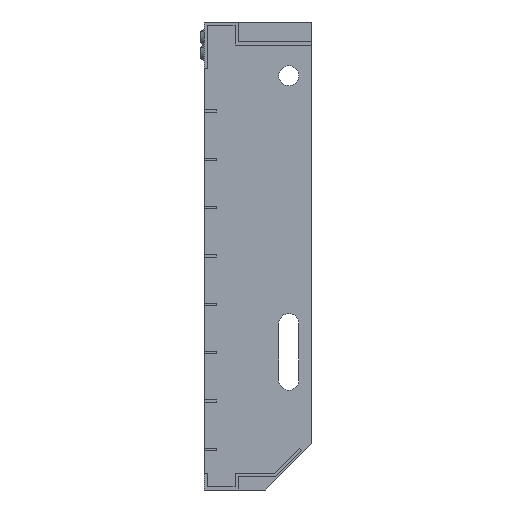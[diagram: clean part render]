
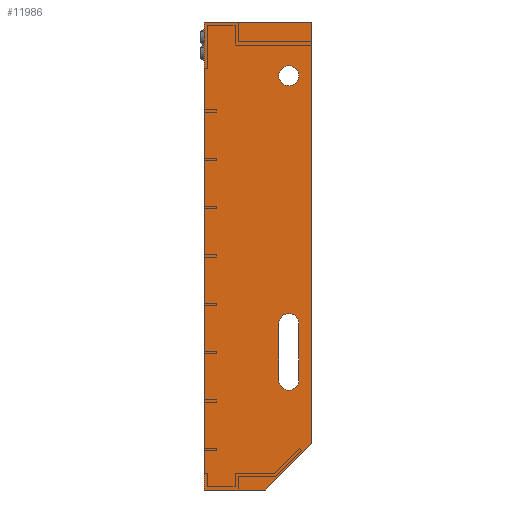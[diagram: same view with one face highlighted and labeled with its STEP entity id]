
A CAD part, left-side view. The second image highlights one B-rep face of the part: STEP entity #11986.
In plain terms, the highlighted planar face has unit normal (-1, 0, 0).
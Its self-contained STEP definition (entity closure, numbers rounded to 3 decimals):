
#145 = VERTEX_POINT ( 'NONE', #9300 ) ;
#151 = EDGE_CURVE ( 'NONE', #22608, #17323, #15297, .T. ) ;
#295 = VERTEX_POINT ( 'NONE', #18379 ) ;
#636 = DIRECTION ( 'NONE',  ( 0., 1., 0. ) ) ;
#798 = FACE_BOUND ( 'NONE', #11834, .T. ) ;
#1038 = CARTESIAN_POINT ( 'NONE',  ( -700., 15., -233.5 ) ) ;
#1127 = VERTEX_POINT ( 'NONE', #9268 ) ;
#1315 = CARTESIAN_POINT ( 'NONE',  ( -700., 0., -275. ) ) ;
#1365 = CARTESIAN_POINT ( 'NONE',  ( -700., 8.5, -196.5 ) ) ;
#1641 = DIRECTION ( 'NONE',  ( 0., 0., -1. ) ) ;
#2431 = LINE ( 'NONE', #10528, #39275 ) ;
#2547 = CARTESIAN_POINT ( 'NONE',  ( -700., 70., 0. ) ) ;
#2624 = VERTEX_POINT ( 'NONE', #3329 ) ;
#2916 = CARTESIAN_POINT ( 'NONE',  ( -700., 8.5, -233.5 ) ) ;
#3329 = CARTESIAN_POINT ( 'NONE',  ( -700., 15., -41.5 ) ) ;
#3617 = AXIS2_PLACEMENT_3D ( 'NONE', #16598, #22526, #39141 ) ;
#3983 = EDGE_CURVE ( 'NONE', #2624, #21130, #37217, .T. ) ;
#4105 = ORIENTED_EDGE ( 'NONE', *, *, #151, .T. ) ;
#4265 = DIRECTION ( 'NONE',  ( 0., 0., 1. ) ) ;
#5255 = PLANE ( 'NONE',  #28205 ) ;
#5267 = ORIENTED_EDGE ( 'NONE', *, *, #38151, .F. ) ;
#5340 = FACE_BOUND ( 'NONE', #9582, .T. ) ;
#6803 = ORIENTED_EDGE ( 'NONE', *, *, #36791, .F. ) ;
#7385 = CARTESIAN_POINT ( 'NONE',  ( -700., 21.5, -233.5 ) ) ;
#7802 = ORIENTED_EDGE ( 'NONE', *, *, #37037, .T. ) ;
#7817 = DIRECTION ( 'NONE',  ( 0., 0., -1. ) ) ;
#8477 = CIRCLE ( 'NONE', #3617, 6.5 ) ;
#9118 = DIRECTION ( 'NONE',  ( 0., 0., -1. ) ) ;
#9268 = CARTESIAN_POINT ( 'NONE',  ( -700., 70., -305. ) ) ;
#9300 = CARTESIAN_POINT ( 'NONE',  ( -700., 0., -275. ) ) ;
#9532 = DIRECTION ( 'NONE',  ( 1., 0., 0. ) ) ;
#9582 = EDGE_LOOP ( 'NONE', ( #25466, #4105, #15353, #16295, #13831 ) ) ;
#10381 = EDGE_CURVE ( 'NONE', #17323, #295, #19106, .T. ) ;
#10528 = CARTESIAN_POINT ( 'NONE',  ( -700., 70., -305. ) ) ;
#11136 = CARTESIAN_POINT ( 'NONE',  ( -700., 0., 0. ) ) ;
#11834 = EDGE_LOOP ( 'NONE', ( #40150, #7802 ) ) ;
#11986 = ADVANCED_FACE ( 'NONE', ( #5340, #798, #24545 ), #5255, .F. ) ;
#12002 = CARTESIAN_POINT ( 'NONE',  ( -700., 15., -28.5 ) ) ;
#12541 = VECTOR ( 'NONE', #1641, 1000. ) ;
#13356 = AXIS2_PLACEMENT_3D ( 'NONE', #1038, #24060, #36428 ) ;
#13831 = ORIENTED_EDGE ( 'NONE', *, *, #23156, .T. ) ;
#14500 = VERTEX_POINT ( 'NONE', #16300 ) ;
#14728 = DIRECTION ( 'NONE',  ( 1., 0., 0. ) ) ;
#14825 = DIRECTION ( 'NONE',  ( 0., 0.707, -0.707 ) ) ;
#15297 = CIRCLE ( 'NONE', #35202, 6.5 ) ;
#15353 = ORIENTED_EDGE ( 'NONE', *, *, #10381, .T. ) ;
#15847 = ORIENTED_EDGE ( 'NONE', *, *, #23344, .F. ) ;
#16295 = ORIENTED_EDGE ( 'NONE', *, *, #32144, .T. ) ;
#16300 = CARTESIAN_POINT ( 'NONE',  ( -700., 8.5, -196.5 ) ) ;
#16598 = CARTESIAN_POINT ( 'NONE',  ( -700., 15., -196.5 ) ) ;
#17016 = EDGE_CURVE ( 'NONE', #14500, #22608, #17081, .T. ) ;
#17081 = LINE ( 'NONE', #1365, #12541 ) ;
#17179 = CARTESIAN_POINT ( 'NONE',  ( -700., 70., 0. ) ) ;
#17323 = VERTEX_POINT ( 'NONE', #36508 ) ;
#17541 = VERTEX_POINT ( 'NONE', #33597 ) ;
#18250 = CARTESIAN_POINT ( 'NONE',  ( -700., 0., 0. ) ) ;
#18379 = CARTESIAN_POINT ( 'NONE',  ( -700., 21.5, -233.5 ) ) ;
#19106 = CIRCLE ( 'NONE', #13356, 6.5 ) ;
#20046 = LINE ( 'NONE', #11136, #25592 ) ;
#21110 = ORIENTED_EDGE ( 'NONE', *, *, #31620, .F. ) ;
#21130 = VERTEX_POINT ( 'NONE', #12002 ) ;
#22526 = DIRECTION ( 'NONE',  ( 1., 0., 0. ) ) ;
#22608 = VERTEX_POINT ( 'NONE', #2916 ) ;
#22978 = DIRECTION ( 'NONE',  ( 1., 0., 0. ) ) ;
#23156 = EDGE_CURVE ( 'NONE', #28178, #14500, #8477, .T. ) ;
#23344 = EDGE_CURVE ( 'NONE', #35220, #145, #24110, .T. ) ;
#24060 = DIRECTION ( 'NONE',  ( 1., 0., 0. ) ) ;
#24110 = LINE ( 'NONE', #1315, #25632 ) ;
#24318 = DIRECTION ( 'NONE',  ( 0., 0., 1. ) ) ;
#24377 = VECTOR ( 'NONE', #14825, 1000. ) ;
#24545 = FACE_OUTER_BOUND ( 'NONE', #28599, .T. ) ;
#24673 = VERTEX_POINT ( 'NONE', #17179 ) ;
#24834 = CARTESIAN_POINT ( 'NONE',  ( -700., 15., -35. ) ) ;
#24983 = VECTOR ( 'NONE', #25155, 1000. ) ;
#25026 = ORIENTED_EDGE ( 'NONE', *, *, #35009, .F. ) ;
#25155 = DIRECTION ( 'NONE',  ( 0., 0., 1. ) ) ;
#25466 = ORIENTED_EDGE ( 'NONE', *, *, #17016, .T. ) ;
#25592 = VECTOR ( 'NONE', #36933, 1000. ) ;
#25632 = VECTOR ( 'NONE', #7817, 1000. ) ;
#27133 = LINE ( 'NONE', #7385, #29658 ) ;
#27834 = AXIS2_PLACEMENT_3D ( 'NONE', #24834, #34154, #31036 ) ;
#28178 = VERTEX_POINT ( 'NONE', #40484 ) ;
#28205 = AXIS2_PLACEMENT_3D ( 'NONE', #18250, #14728, #24318 ) ;
#28599 = EDGE_LOOP ( 'NONE', ( #15847, #25026, #6803, #21110, #5267 ) ) ;
#29098 = AXIS2_PLACEMENT_3D ( 'NONE', #38292, #9532, #9118 ) ;
#29318 = CARTESIAN_POINT ( 'NONE',  ( -700., 15., -233.5 ) ) ;
#29453 = DIRECTION ( 'NONE',  ( 0., 0., -1. ) ) ;
#29658 = VECTOR ( 'NONE', #4265, 1000. ) ;
#31036 = DIRECTION ( 'NONE',  ( 0., 0., -1. ) ) ;
#31620 = EDGE_CURVE ( 'NONE', #17541, #1127, #2431, .T. ) ;
#32144 = EDGE_CURVE ( 'NONE', #295, #28178, #27133, .T. ) ;
#32986 = LINE ( 'NONE', #37650, #24377 ) ;
#33597 = CARTESIAN_POINT ( 'NONE',  ( -700., 30., -305. ) ) ;
#34154 = DIRECTION ( 'NONE',  ( 1., 0., 0. ) ) ;
#35009 = EDGE_CURVE ( 'NONE', #24673, #35220, #20046, .T. ) ;
#35202 = AXIS2_PLACEMENT_3D ( 'NONE', #29318, #22978, #29453 ) ;
#35220 = VERTEX_POINT ( 'NONE', #41594 ) ;
#36428 = DIRECTION ( 'NONE',  ( 0., 0., -1. ) ) ;
#36508 = CARTESIAN_POINT ( 'NONE',  ( -700., 15., -240. ) ) ;
#36528 = CIRCLE ( 'NONE', #27834, 6.5 ) ;
#36791 = EDGE_CURVE ( 'NONE', #1127, #24673, #41623, .T. ) ;
#36933 = DIRECTION ( 'NONE',  ( 0., -1., 0. ) ) ;
#37037 = EDGE_CURVE ( 'NONE', #21130, #2624, #36528, .T. ) ;
#37217 = CIRCLE ( 'NONE', #29098, 6.5 ) ;
#37650 = CARTESIAN_POINT ( 'NONE',  ( -700., 30., -305. ) ) ;
#38151 = EDGE_CURVE ( 'NONE', #145, #17541, #32986, .T. ) ;
#38292 = CARTESIAN_POINT ( 'NONE',  ( -700., 15., -35. ) ) ;
#39141 = DIRECTION ( 'NONE',  ( 0., 0., -1. ) ) ;
#39275 = VECTOR ( 'NONE', #636, 1000. ) ;
#40150 = ORIENTED_EDGE ( 'NONE', *, *, #3983, .T. ) ;
#40484 = CARTESIAN_POINT ( 'NONE',  ( -700., 21.5, -196.5 ) ) ;
#41594 = CARTESIAN_POINT ( 'NONE',  ( -700., 0., 0. ) ) ;
#41623 = LINE ( 'NONE', #2547, #24983 ) ;
